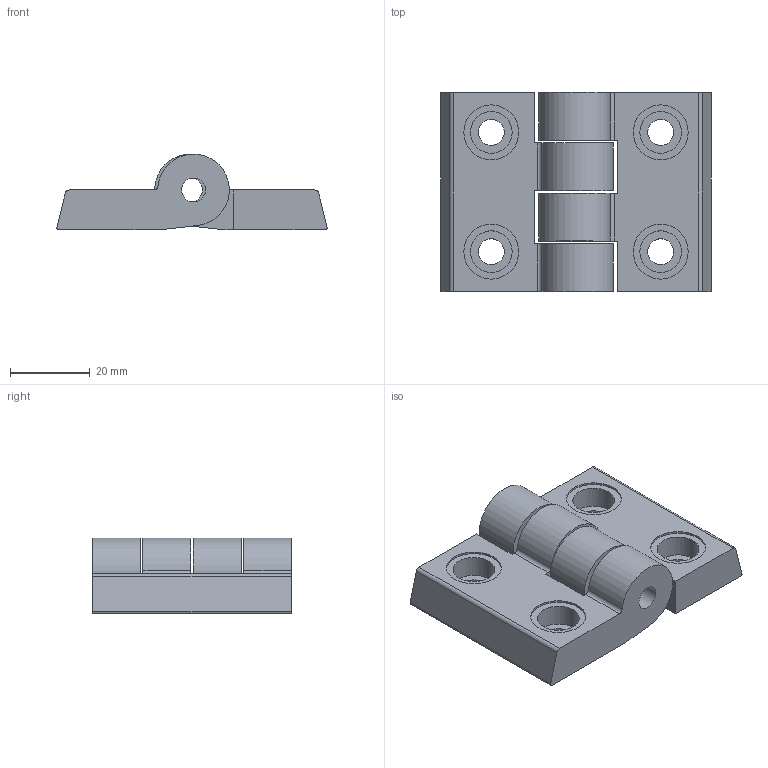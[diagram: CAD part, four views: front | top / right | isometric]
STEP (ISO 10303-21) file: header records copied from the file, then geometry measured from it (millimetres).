
FILE_DESCRIPTION(('STEP AP203'),'2;1');
FILE_NAME('15.011.00.stp','2011-03-05T12:54:59',(''),(''),'2009.3.110','THINKDESIGN','');
FILE_SCHEMA(('CONFIG_CONTROL_DESIGN'));
Length unit declared in the file: millimetre
Bounding box: 68.03 x 50 x 18.97 mm (x, y, z)
Volume: 32529.8 mm3; surface area: 13421.9 mm2
Topology: 2 solids, 2 shells, 60 faces, 176 edges, 128 vertices
Faces by surface type: plane 32, cylinder 28
Full cylindrical faces by diameter (mm): 6 x4, 6.5 x4, 10.5 x4, 13.8 x4
Entity records: 2207 total; most frequent: DIRECTION 384, CARTESIAN_POINT 364, ORIENTED_EDGE 352, EDGE_CURVE 176, AXIS2_PLACEMENT_3D 148, VERTEX_POINT 128, CIRCLE 88, VECTOR 88
